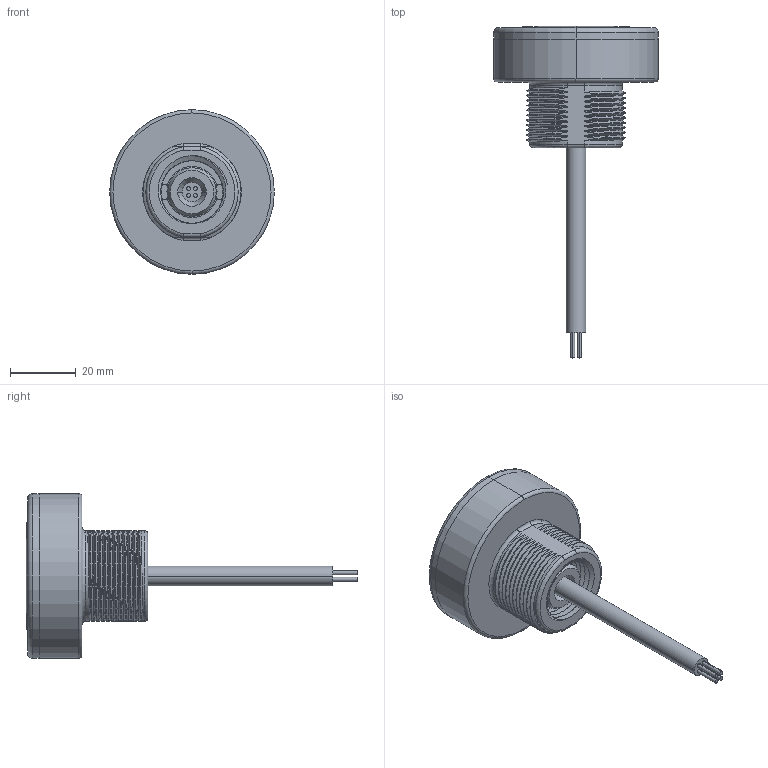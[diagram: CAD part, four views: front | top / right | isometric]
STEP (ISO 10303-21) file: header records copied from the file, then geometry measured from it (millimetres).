
FILE_DESCRIPTION((''),'2;1');
FILE_NAME('200857_ASM','2017-05-09T',('pdmadmin'),('BANNER ENGINEERING'),'CREO PARAMETRIC BY PTC INC, 2016260','CREO PARAMETRIC BY PTC INC, 2016260','');
FILE_SCHEMA(('CONFIG_CONTROL_DESIGN'));
Products named in the file (5): 126458; 32626; 132098_2; 197991; 200857_ASM
Assembly tree (4 placements, depth 2):
  200857_ASM
    126458
    32626
    132098_2
    197991
Bounding box: 50 x 100.82 x 50 mm (x, y, z)
Volume: 23436.8 mm3; surface area: 20629.2 mm2
Topology: 4 solids, 4 shells, 391 faces, 947 edges, 582 vertices
Faces by surface type: cylinder 138, bspline 115, plane 64, torus 36, sphere 20, cone 18
Entity records: 33116 total; most frequent: CARTESIAN_POINT 24555, ORIENTED_EDGE 1890, DIRECTION 1583, EDGE_CURVE 945, AXIS2_PLACEMENT_3D 656, VERTEX_POINT 582, EDGE_LOOP 419, FACE_OUTER_BOUND 391
